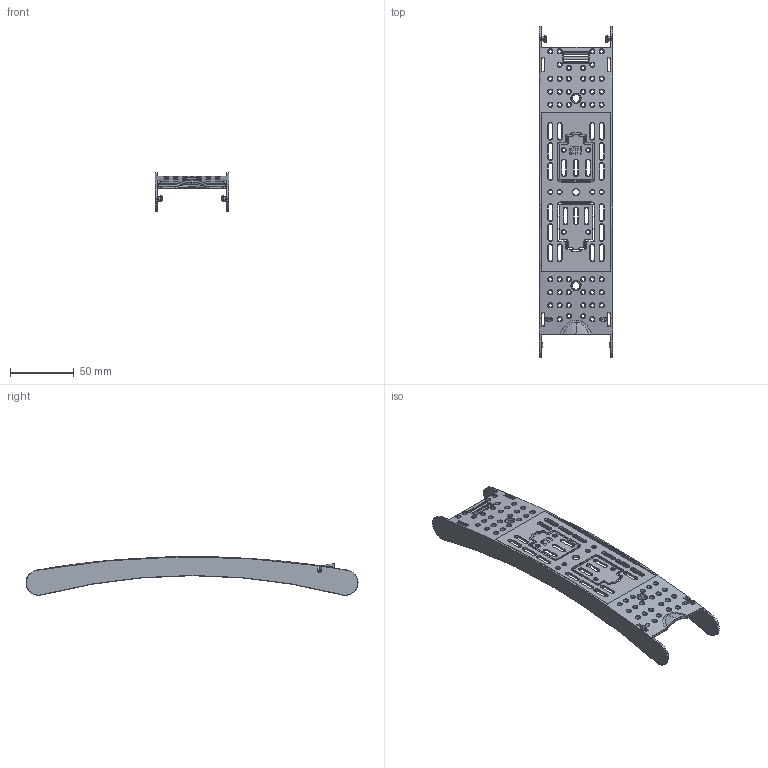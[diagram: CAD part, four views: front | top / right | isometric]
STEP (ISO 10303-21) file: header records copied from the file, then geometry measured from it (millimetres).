
FILE_DESCRIPTION((''),'2;1');
FILE_NAME('ASM0104KK_ASM','2021-11-15T',('marketing.praksa'),('Audax d.o.o.'),'CREO PARAMETRIC BY PTC INC, 2017480','CREO PARAMETRIC BY PTC INC, 2017480','');
FILE_SCHEMA(('AUTOMOTIVE_DESIGN { 1 0 10303 214 1 1 1 1 }'));
Products named in the file (3): PRT9562; PRT9563; ASM0104KK_ASM
Assembly tree (2 placements, depth 2):
  ASM0104KK_ASM
    PRT9562
    PRT9563
Bounding box: 58 x 261.1 x 30.46 mm (x, y, z)
Volume: 27.2 mm3; surface area: 46851.3 mm2
Topology: 3 solids, 4 shells, 1978 faces, 5194 edges, 3089 vertices
Faces by surface type: cylinder 637, plane 435, bspline 398, torus 246, sphere 158, cone 104
Entity records: 114199 total; most frequent: CARTESIAN_POINT 39311, ORIENTED_EDGE 10109, DIRECTION 8637, PRESENTATION_STYLE_ASSIGNMENT 7039, STYLED_ITEM 7039, CURVE_STYLE 5057, EDGE_CURVE 5057, AXIS2_PLACEMENT_3D 3343
